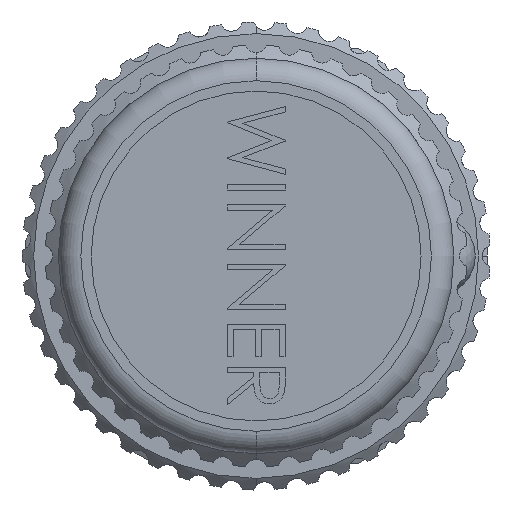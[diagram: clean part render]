
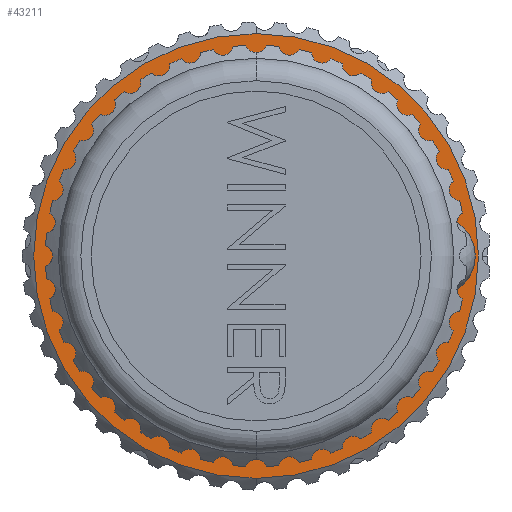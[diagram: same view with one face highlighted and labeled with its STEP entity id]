
A CAD part, left-side view. The second image highlights one B-rep face of the part: STEP entity #43211.
In plain terms, the highlighted planar face has unit normal (-1, 0, 0).
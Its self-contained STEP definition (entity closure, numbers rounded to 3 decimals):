
#3258 = EDGE_LOOP ( 'NONE', ( #72894, #35952 ) ) ;
#3929 = CIRCLE ( 'NONE', #61837, 15.3 ) ;
#4536 = AXIS2_PLACEMENT_3D ( 'NONE', #76465, #68819, #46611 ) ;
#5920 = DIRECTION ( 'NONE',  ( 0., 0., -1. ) ) ;
#9752 = ORIENTED_EDGE ( 'NONE', *, *, #51714, .F. ) ;
#11094 = DIRECTION ( 'NONE',  ( 0., 0., -1. ) ) ;
#12099 = PLANE ( 'NONE',  #68784 ) ;
#17146 = EDGE_CURVE ( 'NONE', #54308, #22239, #3929, .T. ) ;
#22239 = VERTEX_POINT ( 'NONE', #32966 ) ;
#23783 = CARTESIAN_POINT ( 'NONE',  ( -7.9, 0., 0. ) ) ;
#25309 = CARTESIAN_POINT ( 'NONE',  ( -7.9, 0., -8.56 ) ) ;
#27193 = EDGE_CURVE ( 'NONE', #45577, #64801, #65604, .T. ) ;
#27337 = ORIENTED_EDGE ( 'NONE', *, *, #27193, .F. ) ;
#30854 = FACE_OUTER_BOUND ( 'NONE', #3258, .T. ) ;
#31424 = DIRECTION ( 'NONE',  ( -1., 0., 0. ) ) ;
#32966 = CARTESIAN_POINT ( 'NONE',  ( -7.9, 0., -15.3 ) ) ;
#33658 = EDGE_LOOP ( 'NONE', ( #27337, #9752 ) ) ;
#34234 = DIRECTION ( 'NONE',  ( -1., 0., 0. ) ) ;
#35952 = ORIENTED_EDGE ( 'NONE', *, *, #59210, .T. ) ;
#37333 = AXIS2_PLACEMENT_3D ( 'NONE', #94519, #34234, #11094 ) ;
#42879 = CARTESIAN_POINT ( 'NONE',  ( -7.9, 0., 0. ) ) ;
#43211 = ADVANCED_FACE ( 'NONE', ( #58123, #30854 ), #12099, .T. ) ;
#45283 = CARTESIAN_POINT ( 'NONE',  ( -7.9, 0., 0. ) ) ;
#45577 = VERTEX_POINT ( 'NONE', #25309 ) ;
#46370 = CARTESIAN_POINT ( 'NONE',  ( -7.9, 0., 15.3 ) ) ;
#46611 = DIRECTION ( 'NONE',  ( 0., 0., -1. ) ) ;
#51714 = EDGE_CURVE ( 'NONE', #64801, #45577, #91941, .T. ) ;
#52987 = DIRECTION ( 'NONE',  ( 0., 0., -1. ) ) ;
#54308 = VERTEX_POINT ( 'NONE', #46370 ) ;
#58123 = FACE_BOUND ( 'NONE', #33658, .T. ) ;
#59210 = EDGE_CURVE ( 'NONE', #22239, #54308, #81842, .T. ) ;
#61837 = AXIS2_PLACEMENT_3D ( 'NONE', #45283, #90329, #5920 ) ;
#64801 = VERTEX_POINT ( 'NONE', #84289 ) ;
#65604 = CIRCLE ( 'NONE', #89957, 8.56 ) ;
#65723 = DIRECTION ( 'NONE',  ( -1., 0., 0. ) ) ;
#68784 = AXIS2_PLACEMENT_3D ( 'NONE', #42879, #65723, #95861 ) ;
#68819 = DIRECTION ( 'NONE',  ( -1., 0., 0. ) ) ;
#72894 = ORIENTED_EDGE ( 'NONE', *, *, #17146, .T. ) ;
#76465 = CARTESIAN_POINT ( 'NONE',  ( -7.9, 0., 0. ) ) ;
#81842 = CIRCLE ( 'NONE', #4536, 15.3 ) ;
#84289 = CARTESIAN_POINT ( 'NONE',  ( -7.9, 0., 8.56 ) ) ;
#89957 = AXIS2_PLACEMENT_3D ( 'NONE', #23783, #31424, #52987 ) ;
#90329 = DIRECTION ( 'NONE',  ( -1., 0., 0. ) ) ;
#91941 = CIRCLE ( 'NONE', #37333, 8.56 ) ;
#94519 = CARTESIAN_POINT ( 'NONE',  ( -7.9, 0., 0. ) ) ;
#95861 = DIRECTION ( 'NONE',  ( 0., 0., -1. ) ) ;
